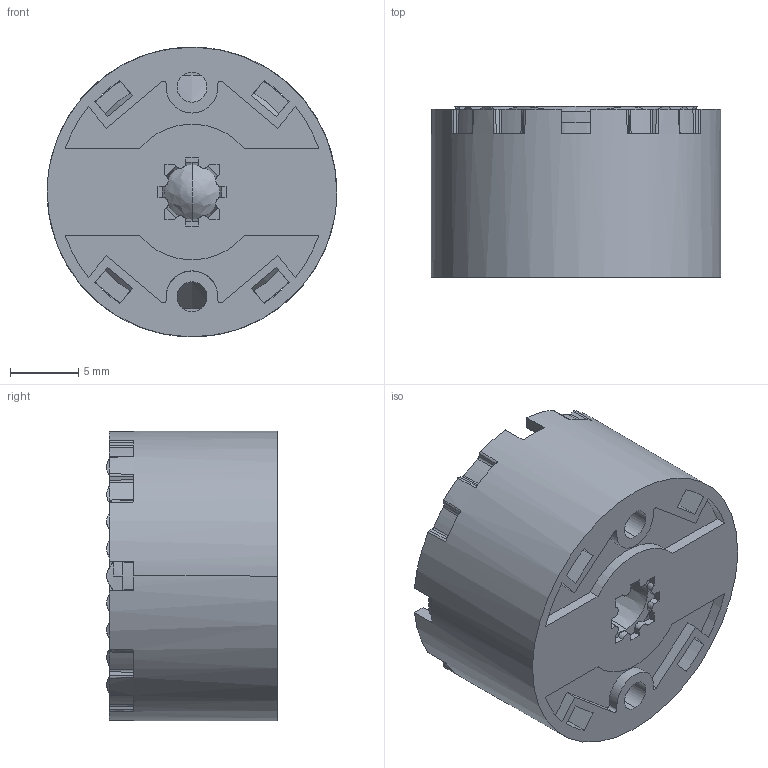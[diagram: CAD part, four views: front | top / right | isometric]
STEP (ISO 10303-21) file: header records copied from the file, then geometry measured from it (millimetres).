
FILE_DESCRIPTION((''),'2;1');
FILE_NAME('_LL01CRRR2050H2_LL01CR-AFC1045L_ASM','2018-07-06T',('rdtpweb'),(''),'CREO PARAMETRIC BY PTC INC, 2014190','CREO PARAMETRIC BY PTC INC, 2014190','');
FILE_SCHEMA(('CONFIG_CONTROL_DESIGN'));
Length unit declared in the file: millimetre
Products named in the file (4): LL01OS-AFC1045L06_1; LL01CRRR2050H_1; ASM0007_ASM_1_ASM; _LL01CRRR2050H2_LL01CR-AFC1045L_ASM
Assembly tree (3 placements, depth 3):
  _LL01CRRR2050H2_LL01CR-AFC1045L_ASM
    ASM0007_ASM_1_ASM
      LL01OS-AFC1045L06_1
      LL01CRRR2050H_1
Bounding box: 21.3 x 12.55 x 21.3 mm (x, y, z)
Volume: 2891.6 mm3; surface area: 3271.2 mm2
Topology: 2 solids, 2 shells, 221 faces, 686 edges, 469 vertices
Faces by surface type: plane 105, cylinder 55, extrusion 41, cone 18, revolution 2
Entity records: 8511 total; most frequent: CARTESIAN_POINT 2244, ORIENTED_EDGE 1368, DIRECTION 1203, EDGE_CURVE 684, VERTEX_POINT 469, VECTOR 407, AXIS2_PLACEMENT_3D 397, LINE 366
